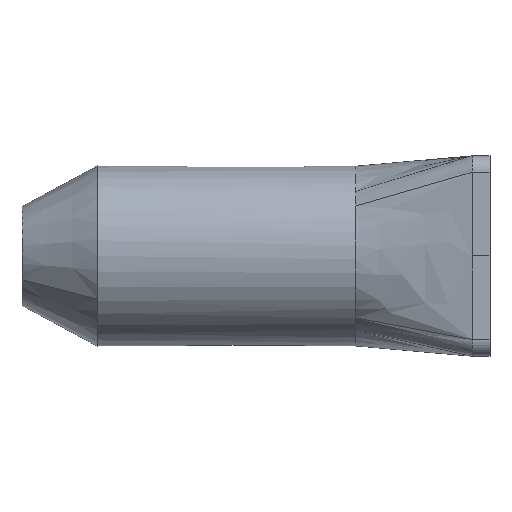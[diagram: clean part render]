
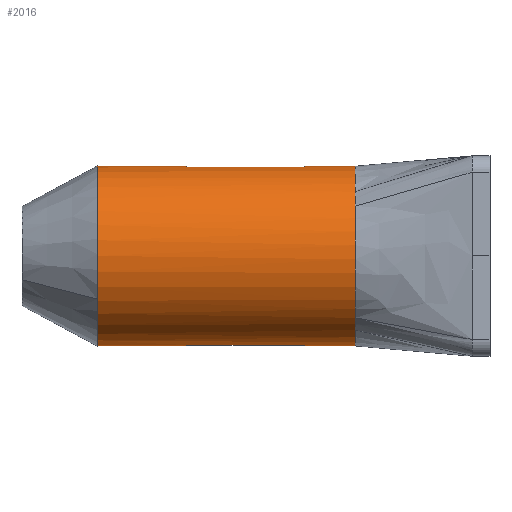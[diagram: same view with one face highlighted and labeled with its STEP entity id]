
A CAD part, top view. The second image highlights one B-rep face of the part: STEP entity #2016.
In plain terms, the highlighted cylindrical face has radius 10 mm (diameter 20 mm), a partial arc.
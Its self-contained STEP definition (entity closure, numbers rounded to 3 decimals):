
#294=CARTESIAN_POINT('Vertex',(0.,7.149,6.992)) ;
#298=CARTESIAN_POINT('Control Point',(0.,7.149,6.992)) ;
#299=CARTESIAN_POINT('Control Point',(0.,6.858,7.29)) ;
#300=CARTESIAN_POINT('Control Point',(0.,6.551,7.573)) ;
#301=CARTESIAN_POINT('Control Point',(0.,6.229,7.84)) ;
#302=CARTESIAN_POINT('Control Point',(0.,5.894,8.089)) ;
#303=CARTESIAN_POINT('Control Point',(0.,5.547,8.321)) ;
#304=CARTESIAN_POINT('Vertex',(0.,5.547,8.321)) ;
#360=CARTESIAN_POINT('Control Point',(0.,5.547,8.321)) ;
#361=CARTESIAN_POINT('Control Point',(0.,3.305,9.815)) ;
#362=CARTESIAN_POINT('Control Point',(0.,0.559,10.557)) ;
#363=CARTESIAN_POINT('Control Point',(0.,-2.352,10.307)) ;
#364=CARTESIAN_POINT('Control Point',(0.,-4.931,9.108)) ;
#365=CARTESIAN_POINT('Control Point',(0.,-6.885,7.252)) ;
#366=CARTESIAN_POINT('Vertex',(0.,-6.885,7.252)) ;
#423=CARTESIAN_POINT('Control Point',(0.,-6.885,7.252)) ;
#424=CARTESIAN_POINT('Control Point',(0.,-7.188,6.965)) ;
#425=CARTESIAN_POINT('Control Point',(0.,-7.475,6.662)) ;
#426=CARTESIAN_POINT('Control Point',(0.,-7.747,6.344)) ;
#427=CARTESIAN_POINT('Control Point',(0.,-8.001,6.013)) ;
#428=CARTESIAN_POINT('Control Point',(0.,-8.238,5.67)) ;
#429=CARTESIAN_POINT('Vertex',(0.,-8.238,5.67)) ;
#479=CARTESIAN_POINT('Control Point',(0.,-8.238,5.67)) ;
#480=CARTESIAN_POINT('Control Point',(0.,-8.921,4.676)) ;
#481=CARTESIAN_POINT('Control Point',(0.,-9.455,3.58)) ;
#482=CARTESIAN_POINT('Control Point',(0.,-9.818,2.412)) ;
#483=CARTESIAN_POINT('Control Point',(0.,-10.,1.206)) ;
#484=CARTESIAN_POINT('Control Point',(0.,-10.,0.)) ;
#485=CARTESIAN_POINT('Vertex',(0.,-10.,0.)) ;
#774=CARTESIAN_POINT('Control Point',(0.,10.,0.)) ;
#775=CARTESIAN_POINT('Control Point',(0.,10.,1.549)) ;
#776=CARTESIAN_POINT('Control Point',(0.,9.7,3.098)) ;
#777=CARTESIAN_POINT('Control Point',(0.,9.101,4.567)) ;
#778=CARTESIAN_POINT('Control Point',(0.,8.232,5.885)) ;
#779=CARTESIAN_POINT('Control Point',(0.,7.149,6.992)) ;
#780=CARTESIAN_POINT('Vertex',(0.,10.,0.)) ;
#872=CARTESIAN_POINT('Vertex',(-28.69,-10.,0.)) ;
#875=CARTESIAN_POINT('Axis2P3D Location',(-28.69,0.,0.)) ;
#879=CARTESIAN_POINT('Vertex',(-28.69,10.,0.)) ;
#1805=CARTESIAN_POINT('Vertex',(-18.763,-10.,0.)) ;
#1810=CARTESIAN_POINT('Line Origine',(-23.727,-10.,0.)) ;
#1839=CARTESIAN_POINT('Vertex',(-18.763,10.,0.)) ;
#1847=CARTESIAN_POINT('Line Origine',(-23.727,10.,0.)) ;
#1941=CARTESIAN_POINT('Axis2P3D Location',(-14.345,0.,0.)) ;
#1946=CARTESIAN_POINT('Line Origine',(-14.345,-10.,0.)) ;
#1950=CARTESIAN_POINT('Vertex',(-5.635,-10.,0.)) ;
#1953=CARTESIAN_POINT('Line Origine',(-14.345,10.,0.)) ;
#1957=CARTESIAN_POINT('Vertex',(-5.635,10.,0.)) ;
#1960=CARTESIAN_POINT('Axis2P3D Location',(-5.635,0.,0.)) ;
#1964=CARTESIAN_POINT('Vertex',(-5.635,9.906,1.37)) ;
#1967=CARTESIAN_POINT('Line Origine',(-14.345,9.906,1.37)) ;
#1971=CARTESIAN_POINT('Vertex',(-18.763,9.906,1.37)) ;
#1974=CARTESIAN_POINT('Axis2P3D Location',(-18.763,0.,0.)) ;
#1979=CARTESIAN_POINT('Axis2P3D Location',(-18.763,0.,0.)) ;
#1983=CARTESIAN_POINT('Vertex',(-18.763,-9.906,1.37)) ;
#1986=CARTESIAN_POINT('Line Origine',(-14.345,-9.906,1.37)) ;
#1990=CARTESIAN_POINT('Vertex',(-5.635,-9.906,1.37)) ;
#1993=CARTESIAN_POINT('Axis2P3D Location',(-5.635,0.,0.)) ;
#876=DIRECTION('Axis2P3D Direction',(1.,0.,0.)) ;
#1811=DIRECTION('Vector Direction',(1.,0.,0.)) ;
#1848=DIRECTION('Vector Direction',(1.,0.,0.)) ;
#1942=DIRECTION('Axis2P3D Direction',(1.,0.,0.)) ;
#1943=DIRECTION('Axis2P3D XDirection',(0.,1.,0.)) ;
#1947=DIRECTION('Vector Direction',(1.,0.,0.)) ;
#1954=DIRECTION('Vector Direction',(1.,0.,0.)) ;
#1961=DIRECTION('Axis2P3D Direction',(1.,0.,0.)) ;
#1968=DIRECTION('Vector Direction',(1.,0.,0.)) ;
#1975=DIRECTION('Axis2P3D Direction',(1.,0.,0.)) ;
#1980=DIRECTION('Axis2P3D Direction',(1.,0.,0.)) ;
#1987=DIRECTION('Vector Direction',(1.,0.,0.)) ;
#1994=DIRECTION('Axis2P3D Direction',(1.,0.,0.)) ;
#877=AXIS2_PLACEMENT_3D('Circle Axis2P3D',#875,#876,$) ;
#1944=AXIS2_PLACEMENT_3D('Cylinder Axis2P3D',#1941,#1942,#1943) ;
#1962=AXIS2_PLACEMENT_3D('Circle Axis2P3D',#1960,#1961,$) ;
#1976=AXIS2_PLACEMENT_3D('Circle Axis2P3D',#1974,#1975,$) ;
#1981=AXIS2_PLACEMENT_3D('Circle Axis2P3D',#1979,#1980,$) ;
#1995=AXIS2_PLACEMENT_3D('Circle Axis2P3D',#1993,#1994,$) ;
#1999=ORIENTED_EDGE('',*,*,#1952,.F.) ;
#2000=ORIENTED_EDGE('',*,*,#487,.F.) ;
#2001=ORIENTED_EDGE('',*,*,#431,.F.) ;
#2002=ORIENTED_EDGE('',*,*,#368,.F.) ;
#2003=ORIENTED_EDGE('',*,*,#306,.F.) ;
#2004=ORIENTED_EDGE('',*,*,#782,.F.) ;
#2005=ORIENTED_EDGE('',*,*,#1959,.T.) ;
#2006=ORIENTED_EDGE('',*,*,#1966,.T.) ;
#2007=ORIENTED_EDGE('',*,*,#1973,.T.) ;
#2008=ORIENTED_EDGE('',*,*,#1978,.T.) ;
#2009=ORIENTED_EDGE('',*,*,#1851,.T.) ;
#2010=ORIENTED_EDGE('',*,*,#881,.T.) ;
#2011=ORIENTED_EDGE('',*,*,#1814,.F.) ;
#2012=ORIENTED_EDGE('',*,*,#1985,.T.) ;
#2013=ORIENTED_EDGE('',*,*,#1992,.F.) ;
#2014=ORIENTED_EDGE('',*,*,#1997,.T.) ;
#1812=VECTOR('Line Direction',#1811,1.) ;
#1849=VECTOR('Line Direction',#1848,1.) ;
#1948=VECTOR('Line Direction',#1947,1.) ;
#1955=VECTOR('Line Direction',#1954,1.) ;
#1969=VECTOR('Line Direction',#1968,1.) ;
#1988=VECTOR('Line Direction',#1987,1.) ;
#2016=ADVANCED_FACE('PartBody',(#2015),#1945,.T.) ;
#297=B_SPLINE_CURVE_WITH_KNOTS('',5,(#298,#299,#300,#301,#302,#303),.UNSPECIFIED.,.F.,.U.,(6,6),(-1.043,1.043),.UNSPECIFIED.) ;
#359=B_SPLINE_CURVE_WITH_KNOTS('',5,(#360,#361,#362,#363,#364,#365),.UNSPECIFIED.,.F.,.U.,(6,6),(-6.737,6.737),.UNSPECIFIED.) ;
#422=B_SPLINE_CURVE_WITH_KNOTS('',5,(#423,#424,#425,#426,#427,#428),.UNSPECIFIED.,.F.,.U.,(6,6),(-1.043,1.043),.UNSPECIFIED.) ;
#478=B_SPLINE_CURVE_WITH_KNOTS('',5,(#479,#480,#481,#482,#483,#484),.UNSPECIFIED.,.F.,.U.,(6,6),(-3.014,3.014),.UNSPECIFIED.) ;
#773=B_SPLINE_CURVE_WITH_KNOTS('',5,(#774,#775,#776,#777,#778,#779),.UNSPECIFIED.,.F.,.U.,(6,6),(-3.871,3.871),.UNSPECIFIED.) ;
#878=CIRCLE('generated circle',#877,10.) ;
#1963=CIRCLE('generated circle',#1962,10.) ;
#1977=CIRCLE('generated circle',#1976,10.) ;
#1982=CIRCLE('generated circle',#1981,10.) ;
#1996=CIRCLE('generated circle',#1995,10.) ;
#1945=CYLINDRICAL_SURFACE('generated cylinder',#1944,10.) ;
#306=EDGE_CURVE('',#295,#305,#297,.T.) ;
#368=EDGE_CURVE('',#305,#367,#359,.T.) ;
#431=EDGE_CURVE('',#367,#430,#422,.T.) ;
#487=EDGE_CURVE('',#430,#486,#478,.T.) ;
#782=EDGE_CURVE('',#781,#295,#773,.T.) ;
#881=EDGE_CURVE('',#880,#873,#878,.T.) ;
#1814=EDGE_CURVE('',#1806,#873,#1813,.F.) ;
#1851=EDGE_CURVE('',#1840,#880,#1850,.F.) ;
#1952=EDGE_CURVE('',#486,#1951,#1949,.F.) ;
#1959=EDGE_CURVE('',#781,#1958,#1956,.F.) ;
#1966=EDGE_CURVE('',#1958,#1965,#1963,.T.) ;
#1973=EDGE_CURVE('',#1965,#1972,#1970,.F.) ;
#1978=EDGE_CURVE('',#1972,#1840,#1977,.F.) ;
#1985=EDGE_CURVE('',#1806,#1984,#1982,.F.) ;
#1992=EDGE_CURVE('',#1991,#1984,#1989,.F.) ;
#1997=EDGE_CURVE('',#1991,#1951,#1996,.T.) ;
#1998=EDGE_LOOP('',(#1999,#2000,#2001,#2002,#2003,#2004,#2005,#2006,#2007,#2008,#2009,#2010,#2011,#2012,#2013,#2014)) ;
#2015=FACE_OUTER_BOUND('',#1998,.T.) ;
#1813=LINE('Line',#1810,#1812) ;
#1850=LINE('Line',#1847,#1849) ;
#1949=LINE('Line',#1946,#1948) ;
#1956=LINE('Line',#1953,#1955) ;
#1970=LINE('Line',#1967,#1969) ;
#1989=LINE('Line',#1986,#1988) ;
#295=VERTEX_POINT('',#294) ;
#305=VERTEX_POINT('',#304) ;
#367=VERTEX_POINT('',#366) ;
#430=VERTEX_POINT('',#429) ;
#486=VERTEX_POINT('',#485) ;
#781=VERTEX_POINT('',#780) ;
#873=VERTEX_POINT('',#872) ;
#880=VERTEX_POINT('',#879) ;
#1806=VERTEX_POINT('',#1805) ;
#1840=VERTEX_POINT('',#1839) ;
#1951=VERTEX_POINT('',#1950) ;
#1958=VERTEX_POINT('',#1957) ;
#1965=VERTEX_POINT('',#1964) ;
#1972=VERTEX_POINT('',#1971) ;
#1984=VERTEX_POINT('',#1983) ;
#1991=VERTEX_POINT('',#1990) ;
